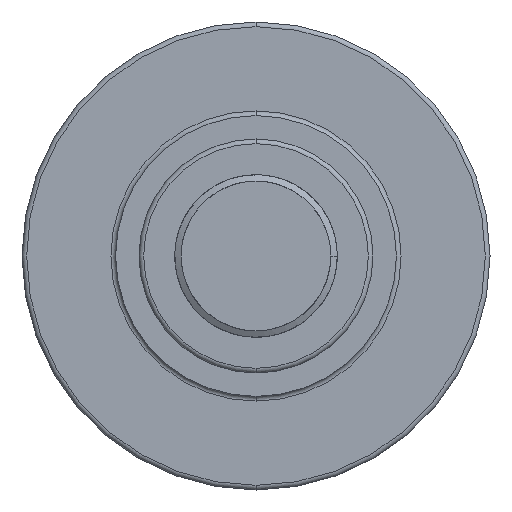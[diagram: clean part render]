
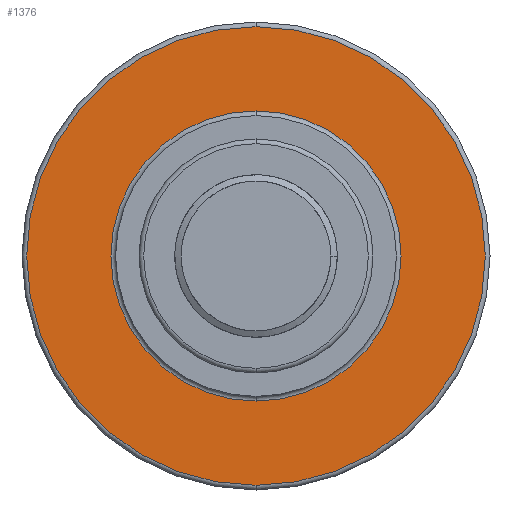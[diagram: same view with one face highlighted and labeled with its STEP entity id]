
A CAD part, front view. The second image highlights one B-rep face of the part: STEP entity #1376.
In plain terms, the highlighted planar face has unit normal (0, -1, 0).
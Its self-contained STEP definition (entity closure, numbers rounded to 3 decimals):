
#391 = CARTESIAN_POINT ( 'NONE',  ( 8., 125., 15.5 ) ) ;
#679 = DIRECTION ( 'NONE',  ( 0., 1., 0. ) ) ;
#761 = CARTESIAN_POINT ( 'NONE',  ( 8., 125., 24.5 ) ) ;
#822 = ORIENTED_EDGE ( 'NONE', *, *, #2149, .T. ) ;
#1240 = ORIENTED_EDGE ( 'NONE', *, *, #4273, .T. ) ;
#1275 = ORIENTED_EDGE ( 'NONE', *, *, #2260, .T. ) ;
#1376 = ADVANCED_FACE ( 'NONE', ( #4206, #1742 ), #7039, .F. ) ;
#1427 = AXIS2_PLACEMENT_3D ( 'NONE', #3756, #4859, #6623 ) ;
#1602 = EDGE_LOOP ( 'NONE', ( #822, #5436 ) ) ;
#1705 = DIRECTION ( 'NONE',  ( 0., -1., 0. ) ) ;
#1742 = FACE_BOUND ( 'NONE', #1602, .T. ) ;
#1780 = CARTESIAN_POINT ( 'NONE',  ( -7., 125., 0. ) ) ;
#1894 = DIRECTION ( 'NONE',  ( 0., 0., 1. ) ) ;
#2149 = EDGE_CURVE ( 'NONE', #3961, #7013, #6805, .T. ) ;
#2260 = EDGE_CURVE ( 'NONE', #2551, #4109, #6309, .T. ) ;
#2551 = VERTEX_POINT ( 'NONE', #761 ) ;
#3246 = AXIS2_PLACEMENT_3D ( 'NONE', #3466, #6926, #4017 ) ;
#3466 = CARTESIAN_POINT ( 'NONE',  ( 8., 125., 0. ) ) ;
#3553 = CARTESIAN_POINT ( 'NONE',  ( 8., 125., 0. ) ) ;
#3756 = CARTESIAN_POINT ( 'NONE',  ( 8., 125., 0. ) ) ;
#3814 = EDGE_LOOP ( 'NONE', ( #1275, #1240 ) ) ;
#3961 = VERTEX_POINT ( 'NONE', #391 ) ;
#4017 = DIRECTION ( 'NONE',  ( 0., 0., 1. ) ) ;
#4052 = CARTESIAN_POINT ( 'NONE',  ( 8., 125., 0. ) ) ;
#4109 = VERTEX_POINT ( 'NONE', #5171 ) ;
#4169 = DIRECTION ( 'NONE',  ( 0., -1., 0. ) ) ;
#4206 = FACE_OUTER_BOUND ( 'NONE', #3814, .T. ) ;
#4273 = EDGE_CURVE ( 'NONE', #4109, #2551, #6448, .T. ) ;
#4736 = CIRCLE ( 'NONE', #1427, 15.5 ) ;
#4859 = DIRECTION ( 'NONE',  ( 0., 1., 0. ) ) ;
#5171 = CARTESIAN_POINT ( 'NONE',  ( 8., 125., -24.5 ) ) ;
#5436 = ORIENTED_EDGE ( 'NONE', *, *, #6799, .T. ) ;
#5662 = CARTESIAN_POINT ( 'NONE',  ( 8., 125., -15.5 ) ) ;
#5816 = AXIS2_PLACEMENT_3D ( 'NONE', #1780, #679, #6541 ) ;
#6309 = CIRCLE ( 'NONE', #6559, 24.5 ) ;
#6448 = CIRCLE ( 'NONE', #7055, 24.5 ) ;
#6541 = DIRECTION ( 'NONE',  ( 0., 0., 1. ) ) ;
#6559 = AXIS2_PLACEMENT_3D ( 'NONE', #4052, #1705, #7512 ) ;
#6623 = DIRECTION ( 'NONE',  ( 0., 0., 1. ) ) ;
#6799 = EDGE_CURVE ( 'NONE', #7013, #3961, #4736, .T. ) ;
#6805 = CIRCLE ( 'NONE', #3246, 15.5 ) ;
#6926 = DIRECTION ( 'NONE',  ( 0., 1., 0. ) ) ;
#7013 = VERTEX_POINT ( 'NONE', #5662 ) ;
#7039 = PLANE ( 'NONE',  #5816 ) ;
#7055 = AXIS2_PLACEMENT_3D ( 'NONE', #3553, #4169, #1894 ) ;
#7512 = DIRECTION ( 'NONE',  ( 0., 0., 1. ) ) ;
